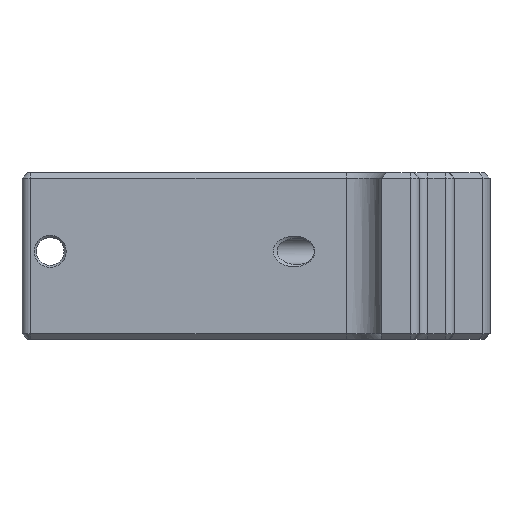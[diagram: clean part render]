
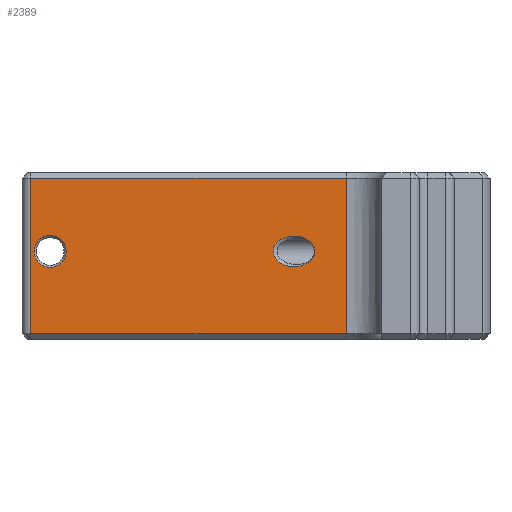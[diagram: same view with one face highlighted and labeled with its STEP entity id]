
A CAD part, left-side view. The second image highlights one B-rep face of the part: STEP entity #2389.
In plain terms, the highlighted planar face has unit normal (-1, 0, 0).
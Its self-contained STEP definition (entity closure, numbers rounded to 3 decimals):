
#23=FACE_BOUND('',#434,.T.);
#24=FACE_BOUND('',#435,.T.);
#68=CIRCLE('',#2567,1.838);
#197=PLANE('',#2566);
#281=FACE_OUTER_BOUND('',#433,.T.);
#433=EDGE_LOOP('',(#1713,#1714,#1715,#1716));
#434=EDGE_LOOP('',(#1717));
#435=EDGE_LOOP('',(#1718));
#580=LINE('',#3591,#822);
#603=LINE('',#3767,#845);
#604=LINE('',#3771,#846);
#605=LINE('',#3772,#847);
#822=VECTOR('',#2788,10.);
#845=VECTOR('',#2859,10.);
#846=VECTOR('',#2864,10.);
#847=VECTOR('',#2865,10.);
#1069=B_SPLINE_CURVE_WITH_KNOTS('',3,(#3774,#3775,#3776,#3777,#3778,#3779,
#3780,#3781,#3782,#3783,#3784,#3785,#3786),.UNSPECIFIED.,.T.,.F.,(4,1,1,
1,1,1,1,1,1,1,4),(-3.142,-2.693,-2.244,
-1.346,-0.449,0.,0.449,1.346,
2.244,2.693,3.142),.UNSPECIFIED.);
#1085=VERTEX_POINT('',#3563);
#1087=VERTEX_POINT('',#3587);
#1114=VERTEX_POINT('',#3766);
#1115=VERTEX_POINT('',#3770);
#1116=VERTEX_POINT('',#3773);
#1117=VERTEX_POINT('',#3787);
#1297=EDGE_CURVE('',#1085,#1087,#580,.T.);
#1336=EDGE_CURVE('',#1114,#1087,#603,.T.);
#1338=EDGE_CURVE('',#1115,#1085,#604,.T.);
#1339=EDGE_CURVE('',#1114,#1115,#605,.T.);
#1340=EDGE_CURVE('',#1116,#1116,#1069,.T.);
#1341=EDGE_CURVE('',#1117,#1117,#68,.T.);
#1713=ORIENTED_EDGE('',*,*,#1297,.F.);
#1714=ORIENTED_EDGE('',*,*,#1338,.F.);
#1715=ORIENTED_EDGE('',*,*,#1339,.F.);
#1716=ORIENTED_EDGE('',*,*,#1336,.T.);
#1717=ORIENTED_EDGE('',*,*,#1340,.F.);
#1718=ORIENTED_EDGE('',*,*,#1341,.F.);
#2389=ADVANCED_FACE('',(#281,#23,#24),#197,.T.);
#2566=AXIS2_PLACEMENT_3D('',#3769,#2862,#2863);
#2567=AXIS2_PLACEMENT_3D('',#3788,#2866,#2867);
#2788=DIRECTION('',(0.,1.,0.));
#2859=DIRECTION('',(0.,0.,-1.));
#2862=DIRECTION('center_axis',(-1.,0.,0.));
#2863=DIRECTION('ref_axis',(0.,0.,1.));
#2864=DIRECTION('',(0.,0.,-1.));
#2865=DIRECTION('',(0.,-1.,0.));
#2866=DIRECTION('center_axis',(-1.,0.,0.));
#2867=DIRECTION('ref_axis',(0.,0.,-1.));
#3563=CARTESIAN_POINT('',(-22.5,21.146,-12.4));
#3587=CARTESIAN_POINT('',(-22.5,57.175,-12.4));
#3591=CARTESIAN_POINT('',(-22.5,10.169,-12.4));
#3766=CARTESIAN_POINT('',(-22.5,57.175,5.4));
#3767=CARTESIAN_POINT('',(-22.5,57.175,4.5));
#3769=CARTESIAN_POINT('Origin',(-22.5,17.175,0.));
#3770=CARTESIAN_POINT('',(-22.5,21.146,5.4));
#3771=CARTESIAN_POINT('',(-22.5,21.146,0.));
#3772=CARTESIAN_POINT('',(-22.5,17.175,5.4));
#3773=CARTESIAN_POINT('',(-22.5,24.736,-2.978));
#3774=CARTESIAN_POINT('Ctrl Pts',(-22.5,24.736,-2.978));
#3775=CARTESIAN_POINT('Ctrl Pts',(-22.5,24.736,-2.7));
#3776=CARTESIAN_POINT('Ctrl Pts',(-22.5,24.92,-2.151));
#3777=CARTESIAN_POINT('Ctrl Pts',(-22.5,25.85,-1.333));
#3778=CARTESIAN_POINT('Ctrl Pts',(-22.5,27.68,-1.044));
#3779=CARTESIAN_POINT('Ctrl Pts',(-22.5,29.206,-1.872));
#3780=CARTESIAN_POINT('Ctrl Pts',(-22.5,29.57,-2.978));
#3781=CARTESIAN_POINT('Ctrl Pts',(-22.5,29.206,-4.083));
#3782=CARTESIAN_POINT('Ctrl Pts',(-22.5,27.681,-4.91));
#3783=CARTESIAN_POINT('Ctrl Pts',(-22.5,25.85,-4.622));
#3784=CARTESIAN_POINT('Ctrl Pts',(-22.5,24.92,-3.804));
#3785=CARTESIAN_POINT('Ctrl Pts',(-22.5,24.736,-3.255));
#3786=CARTESIAN_POINT('Ctrl Pts',(-22.5,24.736,-2.978));
#3787=CARTESIAN_POINT('',(-22.5,54.96,-1.14));
#3788=CARTESIAN_POINT('Origin',(-22.5,54.96,-2.978));
